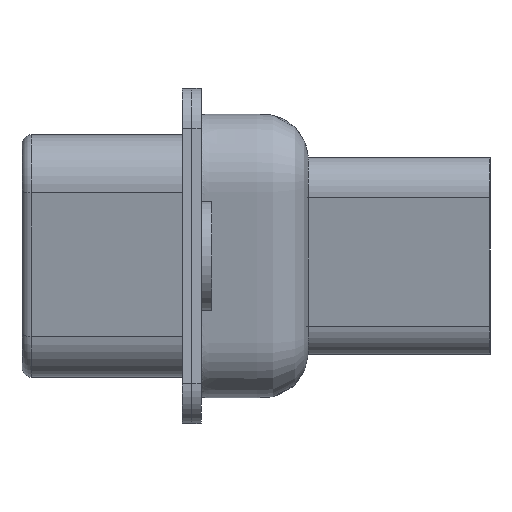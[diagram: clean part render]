
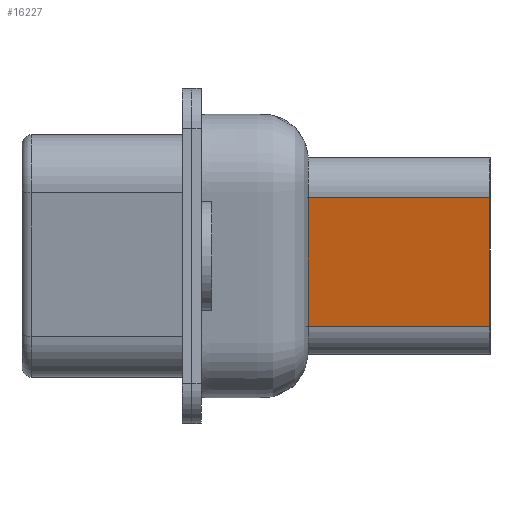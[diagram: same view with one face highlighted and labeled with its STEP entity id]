
A CAD part, left-side view. The second image highlights one B-rep face of the part: STEP entity #16227.
In plain terms, the highlighted planar face has unit normal (-0.985, 0, -0.174).
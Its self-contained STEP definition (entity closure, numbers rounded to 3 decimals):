
#2658=ORIENTED_EDGE('',*,*,#7193,.F.);
#2659=ORIENTED_EDGE('',*,*,#7192,.F.);
#2660=ORIENTED_EDGE('',*,*,#6569,.T.);
#2661=ORIENTED_EDGE('',*,*,#7174,.T.);
#2662=ORIENTED_EDGE('',*,*,#7194,.F.);
#2663=ORIENTED_EDGE('',*,*,#7195,.F.);
#6569=EDGE_CURVE('',#8930,#8928,#10408,.T.);
#7174=EDGE_CURVE('',#8928,#9321,#10590,.T.);
#7192=EDGE_CURVE('',#8930,#9332,#10605,.T.);
#7193=EDGE_CURVE('',#9332,#9333,#10606,.T.);
#7194=EDGE_CURVE('',#9334,#9321,#10607,.T.);
#7195=EDGE_CURVE('',#9333,#9334,#10608,.T.);
#8928=VERTEX_POINT('',#24062);
#8930=VERTEX_POINT('',#24065);
#9321=VERTEX_POINT('',#25899);
#9332=VERTEX_POINT('',#25934);
#9333=VERTEX_POINT('',#25938);
#9334=VERTEX_POINT('',#25940);
#10408=LINE('',#24064,#11634);
#10590=LINE('',#25901,#11816);
#10605=LINE('',#25935,#11831);
#10606=LINE('',#25937,#11832);
#10607=LINE('',#25939,#11833);
#10608=LINE('',#25941,#11834);
#11634=VECTOR('',#19121,1000.);
#11816=VECTOR('',#19987,1000.);
#11831=VECTOR('',#20020,1000.);
#11832=VECTOR('',#20023,1000.);
#11833=VECTOR('',#20024,1000.);
#11834=VECTOR('',#20025,1000.);
#13054=EDGE_LOOP('',(#2658,#2659,#2660,#2661,#2662,#2663));
#14436=FACE_BOUND('',#13054,.T.);
#15648=PLANE('',#17580);
#16227=ADVANCED_FACE('',(#14436),#15648,.T.);
#17580=AXIS2_PLACEMENT_3D('',#25936,#20021,#20022);
#19121=DIRECTION('',(-0.174,0.,0.985));
#19987=DIRECTION('',(0.,1.,0.));
#20020=DIRECTION('',(0.,1.,0.));
#20021=DIRECTION('',(-0.985,0.,-0.174));
#20022=DIRECTION('',(-0.174,0.,0.985));
#20023=DIRECTION('',(-0.174,0.,0.985));
#20024=DIRECTION('',(-0.174,0.,0.985));
#20025=DIRECTION('',(-0.174,0.,0.985));
#24062=CARTESIAN_POINT('',(-18.98,-7.35,2.174));
#24064=CARTESIAN_POINT('',(-18.134,-7.35,-2.626));
#24065=CARTESIAN_POINT('',(-18.134,-7.35,-2.626));
#25899=CARTESIAN_POINT('',(-18.98,0.,2.174));
#25901=CARTESIAN_POINT('',(-18.98,-7.35,2.174));
#25934=CARTESIAN_POINT('',(-18.134,0.,-2.626));
#25935=CARTESIAN_POINT('',(-18.134,-7.35,-2.626));
#25936=CARTESIAN_POINT('',(-18.134,-7.35,-2.626));
#25937=CARTESIAN_POINT('',(-18.134,0.,-2.626));
#25938=CARTESIAN_POINT('',(-18.149,0.,-2.542));
#25939=CARTESIAN_POINT('',(-18.134,0.,-2.626));
#25940=CARTESIAN_POINT('',(-18.96,0.,2.058));
#25941=CARTESIAN_POINT('',(-18.134,0.,-2.626));
